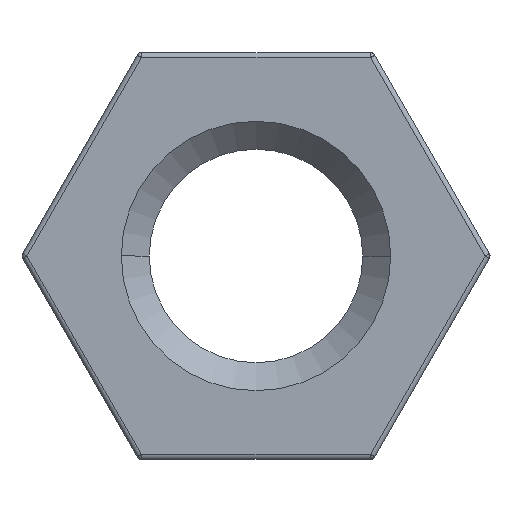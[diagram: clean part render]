
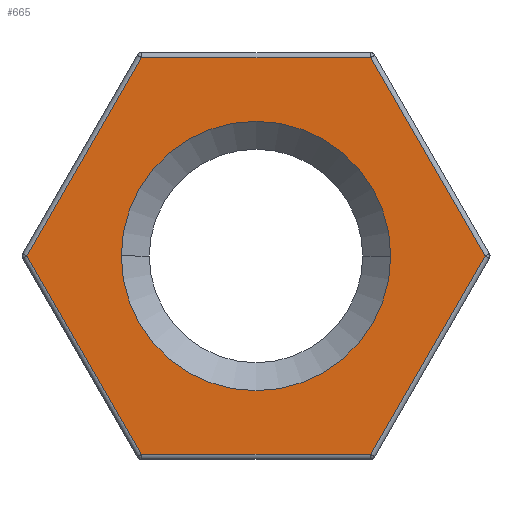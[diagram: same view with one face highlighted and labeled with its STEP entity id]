
A CAD part, left-side view. The second image highlights one B-rep face of the part: STEP entity #665.
In plain terms, the highlighted planar face has unit normal (-1, 0, 0).
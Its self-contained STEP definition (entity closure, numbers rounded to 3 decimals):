
#26 = CARTESIAN_POINT ( 'NONE',  ( 0., 3.377, 1.95 ) ) ;
#28 = AXIS2_PLACEMENT_3D ( 'NONE', #522, #696, #770 ) ;
#87 = EDGE_CURVE ( 'NONE', #695, #706, #414, .T. ) ;
#93 = VECTOR ( 'NONE', #337, 1000. ) ;
#99 = LINE ( 'NONE', #192, #93 ) ;
#109 = ORIENTED_EDGE ( 'NONE', *, *, #273, .T. ) ;
#117 = VECTOR ( 'NONE', #970, 1000. ) ;
#122 = LINE ( 'NONE', #863, #117 ) ;
#135 = VECTOR ( 'NONE', #178, 1000. ) ;
#142 = CARTESIAN_POINT ( 'NONE',  ( 0., -2.252, -3.9 ) ) ;
#143 = LINE ( 'NONE', #26, #135 ) ;
#144 = DIRECTION ( 'NONE',  ( 0., -0.5, 0.866 ) ) ;
#147 = EDGE_CURVE ( 'NONE', #725, #822, #330, .T. ) ;
#178 = DIRECTION ( 'NONE',  ( 0., 0.5, -0.866 ) ) ;
#184 = VECTOR ( 'NONE', #144, 1000. ) ;
#187 = LINE ( 'NONE', #1105, #184 ) ;
#192 = CARTESIAN_POINT ( 'NONE',  ( 0., 0., -3.9 ) ) ;
#205 = EDGE_CURVE ( 'NONE', #706, #695, #262, .T. ) ;
#212 = LINE ( 'NONE', #1272, #217 ) ;
#216 = EDGE_CURVE ( 'NONE', #661, #534, #212, .T. ) ;
#217 = VECTOR ( 'NONE', #835, 1000. ) ;
#236 = EDGE_CURVE ( 'NONE', #962, #725, #187, .T. ) ;
#262 = CIRCLE ( 'NONE', #1072, 2.65 ) ;
#273 = EDGE_CURVE ( 'NONE', #842, #661, #143, .T. ) ;
#284 = EDGE_CURVE ( 'NONE', #822, #842, #122, .T. ) ;
#285 = CARTESIAN_POINT ( 'NONE',  ( 0., 2.252, 3.9 ) ) ;
#293 = EDGE_CURVE ( 'NONE', #534, #962, #99, .T. ) ;
#327 = VECTOR ( 'NONE', #885, 1000. ) ;
#330 = LINE ( 'NONE', #1005, #327 ) ;
#337 = DIRECTION ( 'NONE',  ( 0., -1., 0. ) ) ;
#357 = FACE_OUTER_BOUND ( 'NONE', #1027, .T. ) ;
#414 = CIRCLE ( 'NONE', #28, 2.65 ) ;
#490 = CARTESIAN_POINT ( 'NONE',  ( 0., -4.503, 0. ) ) ;
#495 = ORIENTED_EDGE ( 'NONE', *, *, #216, .T. ) ;
#500 = CARTESIAN_POINT ( 'NONE',  ( 0., 0., 0. ) ) ;
#522 = CARTESIAN_POINT ( 'NONE',  ( 0., 0., 0. ) ) ;
#530 = ORIENTED_EDGE ( 'NONE', *, *, #205, .T. ) ;
#534 = VERTEX_POINT ( 'NONE', #1013 ) ;
#596 = CARTESIAN_POINT ( 'NONE',  ( 0., 0., 0. ) ) ;
#607 = DIRECTION ( 'NONE',  ( 0., 1., 0. ) ) ;
#661 = VERTEX_POINT ( 'NONE', #1152 ) ;
#665 = ADVANCED_FACE ( 'NONE', ( #357, #1134 ), #1093, .F. ) ;
#683 = ORIENTED_EDGE ( 'NONE', *, *, #236, .T. ) ;
#695 = VERTEX_POINT ( 'NONE', #1029 ) ;
#696 = DIRECTION ( 'NONE',  ( 1., 0., 0. ) ) ;
#705 = DIRECTION ( 'NONE',  ( 1., 0., 0. ) ) ;
#706 = VERTEX_POINT ( 'NONE', #1096 ) ;
#725 = VERTEX_POINT ( 'NONE', #490 ) ;
#770 = DIRECTION ( 'NONE',  ( 0., 1., 0. ) ) ;
#820 = ORIENTED_EDGE ( 'NONE', *, *, #284, .T. ) ;
#822 = VERTEX_POINT ( 'NONE', #1101 ) ;
#835 = DIRECTION ( 'NONE',  ( 0., -0.5, -0.866 ) ) ;
#842 = VERTEX_POINT ( 'NONE', #285 ) ;
#863 = CARTESIAN_POINT ( 'NONE',  ( 0., 0., 3.9 ) ) ;
#885 = DIRECTION ( 'NONE',  ( 0., 0.5, 0.866 ) ) ;
#893 = ORIENTED_EDGE ( 'NONE', *, *, #293, .T. ) ;
#943 = AXIS2_PLACEMENT_3D ( 'NONE', #596, #705, #1264 ) ;
#948 = ORIENTED_EDGE ( 'NONE', *, *, #87, .T. ) ;
#962 = VERTEX_POINT ( 'NONE', #142 ) ;
#970 = DIRECTION ( 'NONE',  ( 0., 1., 0. ) ) ;
#1004 = EDGE_LOOP ( 'NONE', ( #530, #948 ) ) ;
#1005 = CARTESIAN_POINT ( 'NONE',  ( 0., -3.377, 1.95 ) ) ;
#1013 = CARTESIAN_POINT ( 'NONE',  ( 0., 2.252, -3.9 ) ) ;
#1027 = EDGE_LOOP ( 'NONE', ( #1042, #820, #109, #495, #893, #683 ) ) ;
#1029 = CARTESIAN_POINT ( 'NONE',  ( 0., -2.65, 0. ) ) ;
#1042 = ORIENTED_EDGE ( 'NONE', *, *, #147, .T. ) ;
#1072 = AXIS2_PLACEMENT_3D ( 'NONE', #500, #1157, #607 ) ;
#1093 = PLANE ( 'NONE',  #943 ) ;
#1096 = CARTESIAN_POINT ( 'NONE',  ( 0., 2.65, 0. ) ) ;
#1101 = CARTESIAN_POINT ( 'NONE',  ( 0., -2.252, 3.9 ) ) ;
#1105 = CARTESIAN_POINT ( 'NONE',  ( 0., -3.377, -1.95 ) ) ;
#1134 = FACE_BOUND ( 'NONE', #1004, .T. ) ;
#1152 = CARTESIAN_POINT ( 'NONE',  ( 0., 4.503, 0. ) ) ;
#1157 = DIRECTION ( 'NONE',  ( 1., 0., 0. ) ) ;
#1264 = DIRECTION ( 'NONE',  ( 0., 1., 0. ) ) ;
#1272 = CARTESIAN_POINT ( 'NONE',  ( 0., 3.377, -1.95 ) ) ;
